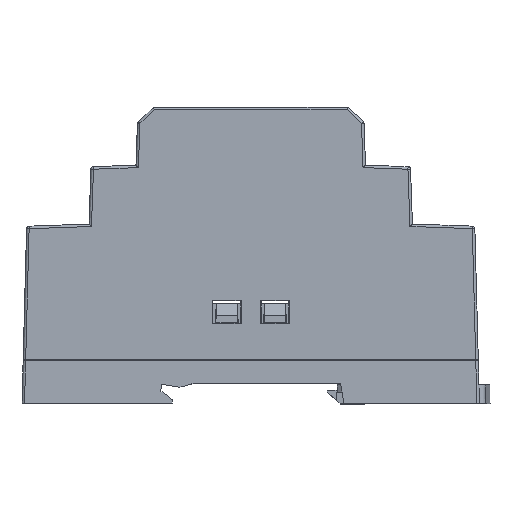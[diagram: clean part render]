
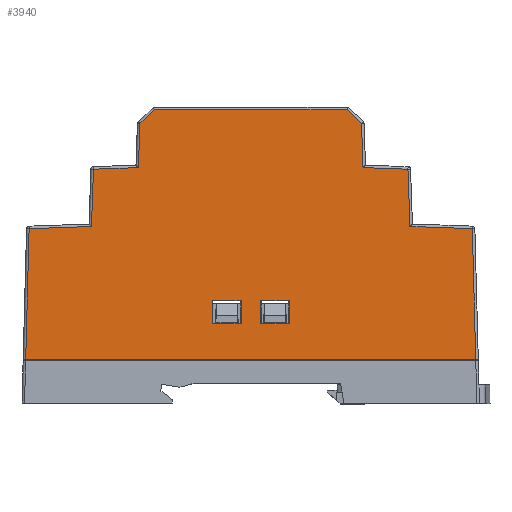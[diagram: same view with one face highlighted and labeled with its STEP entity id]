
A CAD part, left-side view. The second image highlights one B-rep face of the part: STEP entity #3940.
In plain terms, the highlighted planar face has unit normal (-1, 0, 0.009).
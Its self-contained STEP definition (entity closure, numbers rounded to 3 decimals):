
#1818=B_SPLINE_CURVE_WITH_KNOTS('',3,(#39295,#39296,#39297,#39298),
 .UNSPECIFIED.,.F.,.F.,(4,4),(0.,1.),.UNSPECIFIED.);
#1819=B_SPLINE_CURVE_WITH_KNOTS('',3,(#39299,#39300,#39301,#39302),
 .UNSPECIFIED.,.F.,.F.,(4,4),(0.,1.),.UNSPECIFIED.);
#1820=B_SPLINE_CURVE_WITH_KNOTS('',3,(#39303,#39304,#39305,#39306),
 .UNSPECIFIED.,.F.,.F.,(4,4),(0.,1.),.UNSPECIFIED.);
#1821=B_SPLINE_CURVE_WITH_KNOTS('',3,(#39311,#39312,#39313,#39314),
 .UNSPECIFIED.,.F.,.F.,(4,4),(0.,1.),.UNSPECIFIED.);
#2172=FACE_BOUND('',#6532,.T.);
#2173=FACE_BOUND('',#6533,.T.);
#2174=FACE_BOUND('',#6534,.T.);
#2865=PLANE('',#26879);
#3940=ADVANCED_FACE('',(#2172,#2173,#2174),#2865,.T.);
#6532=EDGE_LOOP('',(#11627,#11628,#11629,#11630));
#6533=EDGE_LOOP('',(#11631,#11632,#11633,#11634));
#6534=EDGE_LOOP('',(#11635,#11636,#11637,#11638,#11639,#11640,#11641,#11642,
#11643,#11644,#11645,#11646,#11647,#11648));
#11627=ORIENTED_EDGE('',*,*,#18916,.T.);
#11628=ORIENTED_EDGE('',*,*,#19176,.T.);
#11629=ORIENTED_EDGE('',*,*,#18983,.T.);
#11630=ORIENTED_EDGE('',*,*,#19177,.T.);
#11631=ORIENTED_EDGE('',*,*,#19178,.T.);
#11632=ORIENTED_EDGE('',*,*,#19179,.T.);
#11633=ORIENTED_EDGE('',*,*,#19180,.T.);
#11634=ORIENTED_EDGE('',*,*,#19181,.T.);
#11635=ORIENTED_EDGE('',*,*,#19115,.T.);
#11636=ORIENTED_EDGE('',*,*,#19117,.F.);
#11637=ORIENTED_EDGE('',*,*,#18772,.F.);
#11638=ORIENTED_EDGE('',*,*,#18768,.F.);
#11639=ORIENTED_EDGE('',*,*,#19182,.F.);
#11640=ORIENTED_EDGE('',*,*,#18829,.F.);
#11641=ORIENTED_EDGE('',*,*,#19183,.F.);
#11642=ORIENTED_EDGE('',*,*,#19184,.T.);
#11643=ORIENTED_EDGE('',*,*,#19185,.F.);
#11644=ORIENTED_EDGE('',*,*,#18985,.F.);
#11645=ORIENTED_EDGE('',*,*,#18923,.F.);
#11646=ORIENTED_EDGE('',*,*,#19186,.F.);
#11647=ORIENTED_EDGE('',*,*,#19187,.F.);
#11648=ORIENTED_EDGE('',*,*,#19188,.F.);
#15826=VERTEX_POINT('',#38437);
#15827=VERTEX_POINT('',#38438);
#15830=VERTEX_POINT('',#38454);
#15873=VERTEX_POINT('',#38560);
#15874=VERTEX_POINT('',#38562);
#15938=VERTEX_POINT('',#38742);
#15939=VERTEX_POINT('',#38743);
#15943=VERTEX_POINT('',#38757);
#15945=VERTEX_POINT('',#38761);
#15993=VERTEX_POINT('',#38889);
#15994=VERTEX_POINT('',#38891);
#15995=VERTEX_POINT('',#38898);
#16110=VERTEX_POINT('',#39177);
#16111=VERTEX_POINT('',#39179);
#16164=VERTEX_POINT('',#39307);
#16165=VERTEX_POINT('',#39308);
#16166=VERTEX_POINT('',#39310);
#16167=VERTEX_POINT('',#39315);
#16168=VERTEX_POINT('',#39319);
#16169=VERTEX_POINT('',#39321);
#16170=VERTEX_POINT('',#39324);
#16171=VERTEX_POINT('',#39326);
#18768=EDGE_CURVE('',#15826,#15827,#21925,.T.);
#18772=EDGE_CURVE('',#15827,#15830,#21926,.T.);
#18829=EDGE_CURVE('',#15873,#15874,#21976,.T.);
#18916=EDGE_CURVE('',#15938,#15939,#22030,.T.);
#18923=EDGE_CURVE('',#15945,#15943,#22035,.T.);
#18983=EDGE_CURVE('',#15994,#15993,#22090,.T.);
#18985=EDGE_CURVE('',#15943,#15995,#22091,.T.);
#19115=EDGE_CURVE('',#16111,#16110,#22202,.T.);
#19117=EDGE_CURVE('',#15830,#16110,#22203,.T.);
#19176=EDGE_CURVE('',#15939,#15994,#1818,.T.);
#19177=EDGE_CURVE('',#15993,#15938,#1819,.T.);
#19178=EDGE_CURVE('',#16164,#16165,#1820,.T.);
#19179=EDGE_CURVE('',#16165,#16166,#22262,.T.);
#19180=EDGE_CURVE('',#16166,#16167,#1821,.T.);
#19181=EDGE_CURVE('',#16167,#16164,#22263,.T.);
#19182=EDGE_CURVE('',#15874,#15826,#22264,.T.);
#19183=EDGE_CURVE('',#16168,#15873,#22265,.T.);
#19184=EDGE_CURVE('',#16168,#16169,#22266,.T.);
#19185=EDGE_CURVE('',#15995,#16169,#22267,.T.);
#19186=EDGE_CURVE('',#16170,#15945,#22268,.T.);
#19187=EDGE_CURVE('',#16171,#16170,#22269,.T.);
#19188=EDGE_CURVE('',#16111,#16171,#22270,.T.);
#21925=LINE('',#38436,#24828);
#21926=LINE('',#38453,#24829);
#21976=LINE('',#38561,#24879);
#22030=LINE('',#38741,#24933);
#22035=LINE('',#38762,#24938);
#22090=LINE('',#38890,#24993);
#22091=LINE('',#38897,#24994);
#22202=LINE('',#39178,#25105);
#22203=LINE('',#39182,#25106);
#22262=LINE('',#39309,#25165);
#22263=LINE('',#39316,#25166);
#22264=LINE('',#39317,#25167);
#22265=LINE('',#39318,#25168);
#22266=LINE('',#39320,#25169);
#22267=LINE('',#39322,#25170);
#22268=LINE('',#39323,#25171);
#22269=LINE('',#39325,#25172);
#22270=LINE('',#39327,#25173);
#24828=VECTOR('',#30936,1.);
#24829=VECTOR('',#30941,1.);
#24879=VECTOR('',#31011,1.);
#24933=VECTOR('',#31137,1.);
#24938=VECTOR('',#31146,1.);
#24993=VECTOR('',#31211,1.);
#24994=VECTOR('',#31214,1.);
#25105=VECTOR('',#31361,1.);
#25106=VECTOR('',#31366,1.);
#25165=VECTOR('',#31429,1.);
#25166=VECTOR('',#31430,1.);
#25167=VECTOR('',#31431,1.);
#25168=VECTOR('',#31432,1.);
#25169=VECTOR('',#31433,1.);
#25170=VECTOR('',#31434,1.);
#25171=VECTOR('',#31435,1.);
#25172=VECTOR('',#31436,1.);
#25173=VECTOR('',#31437,1.);
#26879=AXIS2_PLACEMENT_3D('',#39328,#31438,#31439);
#30936=DIRECTION('',(-0.009,-0.035,-0.999));
#30941=DIRECTION('',(0.,-0.999,-0.035));
#31011=DIRECTION('',(-0.009,-0.035,-0.999));
#31137=DIRECTION('',(0.,-1.,0.));
#31146=DIRECTION('',(0.,-0.999,0.035));
#31211=DIRECTION('',(0.,1.,0.));
#31214=DIRECTION('',(0.009,-0.035,0.999));
#31361=DIRECTION('',(0.,-1.,0.));
#31366=DIRECTION('',(-0.009,-0.026,-1.));
#31429=DIRECTION('',(0.,-1.,0.));
#31430=DIRECTION('',(0.,1.,0.));
#31431=DIRECTION('',(0.,-0.999,-0.035));
#31432=DIRECTION('',(-0.006,-0.719,-0.695));
#31433=DIRECTION('',(0.,1.,0.));
#31434=DIRECTION('',(0.006,-0.719,0.695));
#31435=DIRECTION('',(0.009,-0.035,0.999));
#31436=DIRECTION('',(0.,-0.999,0.035));
#31437=DIRECTION('',(0.009,-0.026,1.));
#31438=DIRECTION('',(-1.,0.,0.009));
#31439=DIRECTION('',(0.,1.,0.));
#38436=CARTESIAN_POINT('',(161.473,-127.776,45.809));
#38437=CARTESIAN_POINT('',(161.473,-127.776,45.809));
#38438=CARTESIAN_POINT('',(161.374,-128.17,34.536));
#38453=CARTESIAN_POINT('',(161.374,-128.17,34.536));
#38454=CARTESIAN_POINT('',(161.371,-140.437,34.107));
#38560=CARTESIAN_POINT('',(161.551,-118.628,54.787));
#38561=CARTESIAN_POINT('',(161.551,-118.628,54.787));
#38562=CARTESIAN_POINT('',(161.475,-118.931,46.118));
#38741=CARTESIAN_POINT('',(161.247,-89.259,20.));
#38742=CARTESIAN_POINT('',(161.247,-89.26,20.));
#38743=CARTESIAN_POINT('',(161.247,-94.959,20.));
#38757=CARTESIAN_POINT('',(161.475,-74.73,46.118));
#38761=CARTESIAN_POINT('',(161.473,-65.884,45.809));
#38762=CARTESIAN_POINT('',(161.473,-65.884,45.809));
#38889=CARTESIAN_POINT('',(161.207,-89.258,15.417));
#38890=CARTESIAN_POINT('',(161.207,-94.961,15.417));
#38891=CARTESIAN_POINT('',(161.207,-94.961,15.417));
#38897=CARTESIAN_POINT('',(161.475,-74.73,46.118));
#38898=CARTESIAN_POINT('',(161.551,-75.032,54.787));
#39177=CARTESIAN_POINT('',(161.146,-141.11,8.4));
#39178=CARTESIAN_POINT('',(161.146,-52.551,8.4));
#39179=CARTESIAN_POINT('',(161.146,-52.551,8.4));
#39182=CARTESIAN_POINT('',(161.371,-140.437,34.107));
#39295=CARTESIAN_POINT('',(161.247,-94.959,20.));
#39296=CARTESIAN_POINT('',(161.234,-94.96,18.472));
#39297=CARTESIAN_POINT('',(161.221,-94.96,16.944));
#39298=CARTESIAN_POINT('',(161.207,-94.961,15.417));
#39299=CARTESIAN_POINT('',(161.207,-89.258,15.417));
#39300=CARTESIAN_POINT('',(161.221,-89.258,16.944));
#39301=CARTESIAN_POINT('',(161.234,-89.259,18.472));
#39302=CARTESIAN_POINT('',(161.247,-89.26,20.));
#39303=CARTESIAN_POINT('',(161.207,-98.758,15.417));
#39304=CARTESIAN_POINT('',(161.221,-98.758,16.944));
#39305=CARTESIAN_POINT('',(161.234,-98.759,18.472));
#39306=CARTESIAN_POINT('',(161.247,-98.76,20.));
#39307=CARTESIAN_POINT('',(161.207,-98.758,15.417));
#39308=CARTESIAN_POINT('',(161.247,-98.76,20.));
#39309=CARTESIAN_POINT('',(161.247,-98.759,20.));
#39310=CARTESIAN_POINT('',(161.247,-104.459,20.));
#39311=CARTESIAN_POINT('',(161.247,-104.459,20.));
#39312=CARTESIAN_POINT('',(161.234,-104.46,18.472));
#39313=CARTESIAN_POINT('',(161.221,-104.46,16.944));
#39314=CARTESIAN_POINT('',(161.207,-104.461,15.417));
#39315=CARTESIAN_POINT('',(161.207,-104.461,15.417));
#39316=CARTESIAN_POINT('',(161.207,-104.461,15.417));
#39317=CARTESIAN_POINT('',(161.475,-118.931,46.118));
#39318=CARTESIAN_POINT('',(161.575,-115.814,57.504));
#39319=CARTESIAN_POINT('',(161.575,-115.814,57.504));
#39320=CARTESIAN_POINT('',(161.575,-115.814,57.504));
#39321=CARTESIAN_POINT('',(161.575,-77.846,57.504));
#39322=CARTESIAN_POINT('',(161.551,-75.032,54.787));
#39323=CARTESIAN_POINT('',(161.374,-65.49,34.531));
#39324=CARTESIAN_POINT('',(161.374,-65.49,34.531));
#39325=CARTESIAN_POINT('',(161.371,-53.223,34.102));
#39326=CARTESIAN_POINT('',(161.371,-53.223,34.102));
#39327=CARTESIAN_POINT('',(161.146,-52.551,8.4));
#39328=CARTESIAN_POINT('',(161.151,-96.83,8.9));
